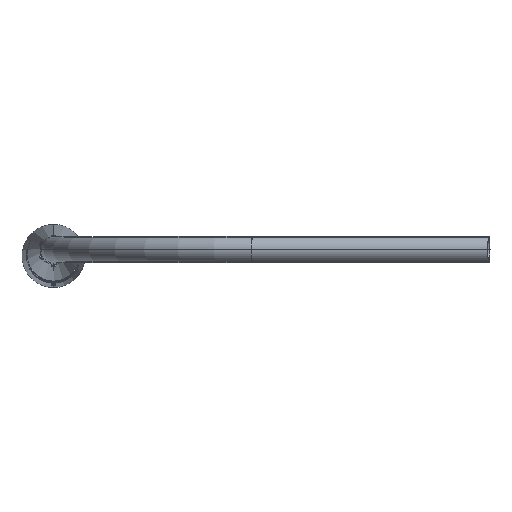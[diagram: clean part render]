
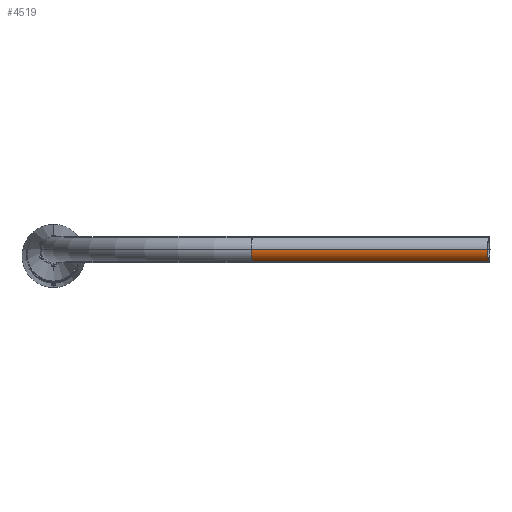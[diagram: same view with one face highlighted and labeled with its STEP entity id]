
A CAD part, top view. The second image highlights one B-rep face of the part: STEP entity #4519.
In plain terms, the highlighted cylindrical face has radius 30.15 mm (diameter 60.3 mm), a partial arc.
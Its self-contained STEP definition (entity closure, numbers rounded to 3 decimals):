
#129 = CARTESIAN_POINT ( 'NONE',  ( 1000., 1500., 0. ) ) ;
#775 = AXIS2_PLACEMENT_3D ( 'NONE', #129, #4796, #4878 ) ;
#952 = ORIENTED_EDGE ( 'NONE', *, *, #8781, .T. ) ;
#1239 = DIRECTION ( 'NONE',  ( 0.996, 0.087, 0. ) ) ;
#1357 = CIRCLE ( 'NONE', #7614, 30.15 ) ;
#1418 = FACE_OUTER_BOUND ( 'NONE', #2858, .T. ) ;
#1453 = DIRECTION ( 'NONE',  ( -0.087, 0.996, 0. ) ) ;
#1456 = DIRECTION ( 'NONE',  ( 0.996, 0.087, 0. ) ) ;
#1638 = CARTESIAN_POINT ( 'NONE',  ( 459.05, 1422.408, 0. ) ) ;
#1961 = CARTESIAN_POINT ( 'NONE',  ( 1002.628, 1469.965, 0. ) ) ;
#2412 = VERTEX_POINT ( 'NONE', #1638 ) ;
#2858 = EDGE_LOOP ( 'NONE', ( #952, #5283, #7623, #5815 ) ) ;
#3207 = AXIS2_PLACEMENT_3D ( 'NONE', #7525, #1456, #3520 ) ;
#3520 = DIRECTION ( 'NONE',  ( -0.087, 0.996, 0. ) ) ;
#3782 = VECTOR ( 'NONE', #7575, 1000. ) ;
#3876 = VERTEX_POINT ( 'NONE', #7300 ) ;
#4210 = CYLINDRICAL_SURFACE ( 'NONE', #3207, 30.15 ) ;
#4219 = CARTESIAN_POINT ( 'NONE',  ( 459.05, 1422.408, 0. ) ) ;
#4475 = LINE ( 'NONE', #7213, #5049 ) ;
#4519 = ADVANCED_FACE ( 'NONE', ( #1418 ), #4210, .T. ) ;
#4604 = CIRCLE ( 'NONE', #775, 30.15 ) ;
#4796 = DIRECTION ( 'NONE',  ( 0.996, 0.087, 0. ) ) ;
#4878 = DIRECTION ( 'NONE',  ( -0.087, 0.996, 0. ) ) ;
#5049 = VECTOR ( 'NONE', #1239, 1000. ) ;
#5283 = ORIENTED_EDGE ( 'NONE', *, *, #5616, .T. ) ;
#5616 = EDGE_CURVE ( 'NONE', #2412, #8057, #6153, .T. ) ;
#5815 = ORIENTED_EDGE ( 'NONE', *, *, #7040, .F. ) ;
#6153 = LINE ( 'NONE', #4219, #3782 ) ;
#6222 = DIRECTION ( 'NONE',  ( 0.996, 0.087, 0. ) ) ;
#7040 = EDGE_CURVE ( 'NONE', #3876, #7618, #4475, .T. ) ;
#7213 = CARTESIAN_POINT ( 'NONE',  ( 453.794, 1482.478, 0. ) ) ;
#7300 = CARTESIAN_POINT ( 'NONE',  ( 453.794, 1482.478, 0. ) ) ;
#7525 = CARTESIAN_POINT ( 'NONE',  ( 456.422, 1452.443, 0. ) ) ;
#7575 = DIRECTION ( 'NONE',  ( 0.996, 0.087, 0. ) ) ;
#7614 = AXIS2_PLACEMENT_3D ( 'NONE', #8196, #6222, #1453 ) ;
#7617 = CARTESIAN_POINT ( 'NONE',  ( 997.372, 1530.035, 0. ) ) ;
#7618 = VERTEX_POINT ( 'NONE', #7617 ) ;
#7623 = ORIENTED_EDGE ( 'NONE', *, *, #8144, .F. ) ;
#8057 = VERTEX_POINT ( 'NONE', #1961 ) ;
#8144 = EDGE_CURVE ( 'NONE', #7618, #8057, #4604, .T. ) ;
#8196 = CARTESIAN_POINT ( 'NONE',  ( 456.422, 1452.443, 0. ) ) ;
#8781 = EDGE_CURVE ( 'NONE', #3876, #2412, #1357, .T. ) ;
